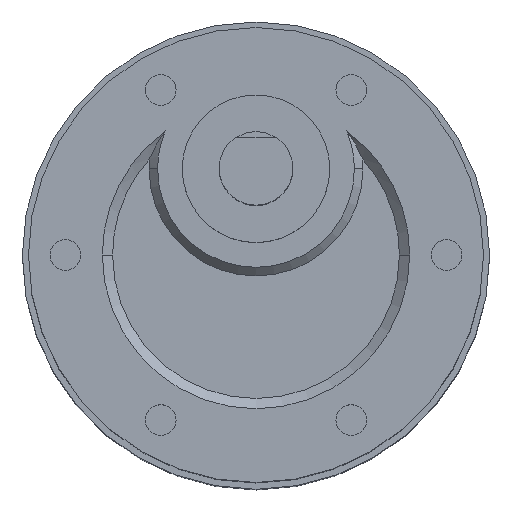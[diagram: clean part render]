
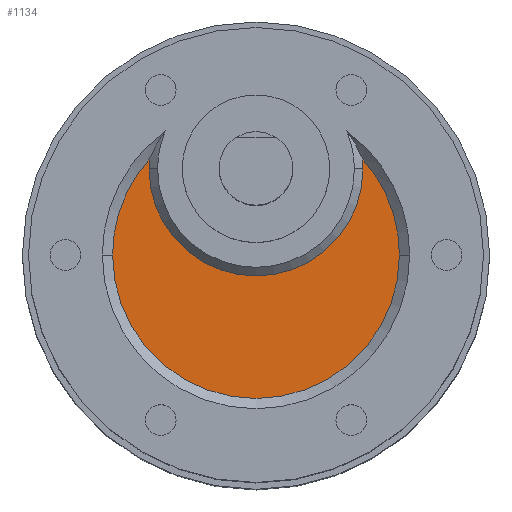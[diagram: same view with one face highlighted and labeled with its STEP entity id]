
A CAD part, top view. The second image highlights one B-rep face of the part: STEP entity #1134.
In plain terms, the highlighted planar face has unit normal (0, 0, 1).
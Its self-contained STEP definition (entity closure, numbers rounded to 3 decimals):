
#123 = DIRECTION ( 'NONE',  ( 0., 0., 1. ) ) ;
#192 = EDGE_CURVE ( 'NONE', #1063, #1365, #1015, .T. ) ;
#204 = VERTEX_POINT ( 'NONE', #1393 ) ;
#249 = VERTEX_POINT ( 'NONE', #1009 ) ;
#304 = ORIENTED_EDGE ( 'NONE', *, *, #608, .T. ) ;
#340 = DIRECTION ( 'NONE',  ( 1., 0., 0. ) ) ;
#379 = VERTEX_POINT ( 'NONE', #666 ) ;
#417 = CARTESIAN_POINT ( 'NONE',  ( 0., 0., 25.3 ) ) ;
#448 = AXIS2_PLACEMENT_3D ( 'NONE', #1497, #1723, #674 ) ;
#467 = VERTEX_POINT ( 'NONE', #1895 ) ;
#542 = CIRCLE ( 'NONE', #1242, 11.666 ) ;
#597 = DIRECTION ( 'NONE',  ( 1., 0., 0. ) ) ;
#608 = EDGE_CURVE ( 'NONE', #467, #204, #2599, .T. ) ;
#647 = DIRECTION ( 'NONE',  ( 0., 0., -1. ) ) ;
#666 = CARTESIAN_POINT ( 'NONE',  ( -11.666, 0., 25.3 ) ) ;
#674 = DIRECTION ( 'NONE',  ( 1., 0., 0. ) ) ;
#749 = ORIENTED_EDGE ( 'NONE', *, *, #1449, .T. ) ;
#789 = DIRECTION ( 'NONE',  ( 0., 0., 1. ) ) ;
#810 = CIRCLE ( 'NONE', #995, 11.666 ) ;
#995 = AXIS2_PLACEMENT_3D ( 'NONE', #1539, #123, #340 ) ;
#1009 = CARTESIAN_POINT ( 'NONE',  ( 8.7, 7., 25.3 ) ) ;
#1015 = CIRCLE ( 'NONE', #2514, 8.7 ) ;
#1063 = VERTEX_POINT ( 'NONE', #1537 ) ;
#1134 = ADVANCED_FACE ( 'NONE', ( #2624 ), #1745, .T. ) ;
#1218 = ORIENTED_EDGE ( 'NONE', *, *, #1876, .T. ) ;
#1242 = AXIS2_PLACEMENT_3D ( 'NONE', #417, #1854, #597 ) ;
#1294 = ORIENTED_EDGE ( 'NONE', *, *, #2151, .T. ) ;
#1365 = VERTEX_POINT ( 'NONE', #1406 ) ;
#1393 = CARTESIAN_POINT ( 'NONE',  ( 8.662, 7.814, 25.3 ) ) ;
#1406 = CARTESIAN_POINT ( 'NONE',  ( -8.662, 7.814, 25.3 ) ) ;
#1427 = CIRCLE ( 'NONE', #2386, 8.7 ) ;
#1449 = EDGE_CURVE ( 'NONE', #1365, #379, #810, .T. ) ;
#1497 = CARTESIAN_POINT ( 'NONE',  ( 0., 7., 25.3 ) ) ;
#1537 = CARTESIAN_POINT ( 'NONE',  ( -8.7, 7., 25.3 ) ) ;
#1539 = CARTESIAN_POINT ( 'NONE',  ( 0., 0., 25.3 ) ) ;
#1723 = DIRECTION ( 'NONE',  ( 0., 0., -1. ) ) ;
#1745 = PLANE ( 'NONE',  #1762 ) ;
#1752 = EDGE_CURVE ( 'NONE', #249, #1063, #2249, .T. ) ;
#1762 = AXIS2_PLACEMENT_3D ( 'NONE', #2137, #2150, #2164 ) ;
#1809 = ORIENTED_EDGE ( 'NONE', *, *, #192, .T. ) ;
#1854 = DIRECTION ( 'NONE',  ( 0., 0., 1. ) ) ;
#1868 = ORIENTED_EDGE ( 'NONE', *, *, #1752, .T. ) ;
#1876 = EDGE_CURVE ( 'NONE', #379, #467, #542, .T. ) ;
#1895 = CARTESIAN_POINT ( 'NONE',  ( 11.666, 0., 25.3 ) ) ;
#1907 = CARTESIAN_POINT ( 'NONE',  ( 0., 7., 25.3 ) ) ;
#1921 = AXIS2_PLACEMENT_3D ( 'NONE', #2049, #789, #2256 ) ;
#2049 = CARTESIAN_POINT ( 'NONE',  ( 0., 0., 25.3 ) ) ;
#2095 = DIRECTION ( 'NONE',  ( 1., 0., 0. ) ) ;
#2137 = CARTESIAN_POINT ( 'NONE',  ( 0., 3.5, 25.3 ) ) ;
#2150 = DIRECTION ( 'NONE',  ( 0., 0., 1. ) ) ;
#2151 = EDGE_CURVE ( 'NONE', #204, #249, #1427, .T. ) ;
#2164 = DIRECTION ( 'NONE',  ( 1., 0., 0. ) ) ;
#2185 = EDGE_LOOP ( 'NONE', ( #1294, #1868, #1809, #749, #1218, #304 ) ) ;
#2249 = CIRCLE ( 'NONE', #448, 8.7 ) ;
#2253 = CARTESIAN_POINT ( 'NONE',  ( 0., 7., 25.3 ) ) ;
#2256 = DIRECTION ( 'NONE',  ( 1., 0., 0. ) ) ;
#2262 = DIRECTION ( 'NONE',  ( 0., 0., -1. ) ) ;
#2268 = DIRECTION ( 'NONE',  ( 1., 0., 0. ) ) ;
#2386 = AXIS2_PLACEMENT_3D ( 'NONE', #1907, #647, #2095 ) ;
#2514 = AXIS2_PLACEMENT_3D ( 'NONE', #2253, #2262, #2268 ) ;
#2599 = CIRCLE ( 'NONE', #1921, 11.666 ) ;
#2624 = FACE_OUTER_BOUND ( 'NONE', #2185, .T. ) ;
